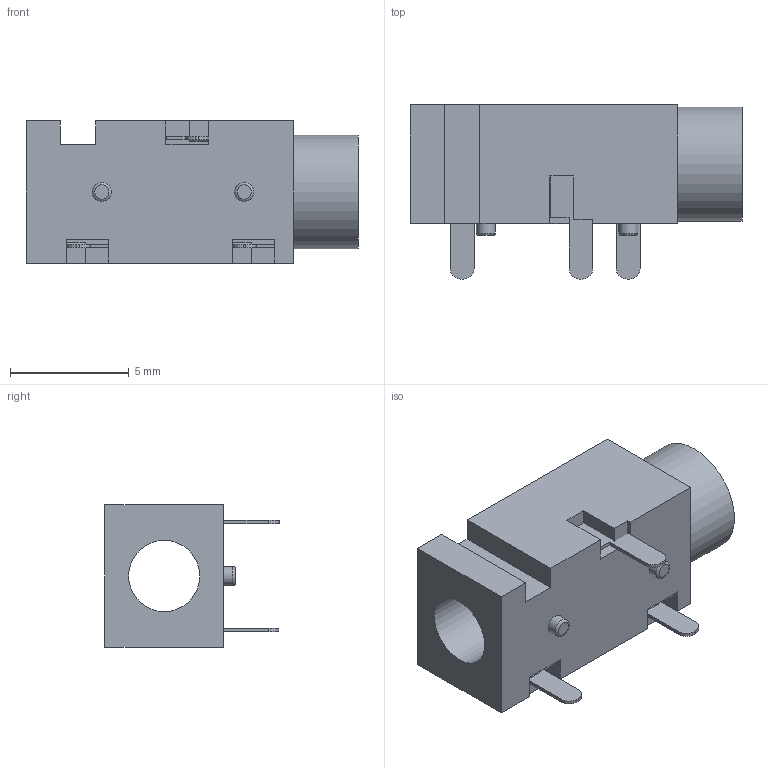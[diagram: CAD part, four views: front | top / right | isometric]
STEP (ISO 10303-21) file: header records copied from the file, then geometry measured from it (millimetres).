
FILE_DESCRIPTION(/* description */ (''),/* implementation_level */ '2;1');
FILE_NAME(/* name */ 'PJ-320B v3.step',/* time_stamp */ '2024-06-26T20:38:14+02:00',/* author */ (''),/* organization */ (''),/* preprocessor_version */ 'ST-DEVELOPER v20',/* originating_system */ 'Autodesk Translation Framework v13.14.0.145',/* authorisation */ '');
FILE_SCHEMA (('AUTOMOTIVE_DESIGN { 1 0 10303 214 3 1 1 }'));
Length unit declared in the file: millimetre
Products named in the file (1): PJ-320B
Bounding box: 14 x 7.35 x 6 mm (x, y, z)
Volume: 263 mm3; surface area: 593.7 mm2
Topology: 7 solids, 7 shells, 120 faces, 295 edges, 196 vertices
Faces by surface type: plane 101, cylinder 17, torus 2
Full cylindrical faces by diameter (mm): 0.8 x2, 3 x1, 3.6 x1, 4.8 x1
Entity records: 3546 total; most frequent: CARTESIAN_POINT 612, ORIENTED_EDGE 590, DIRECTION 575, EDGE_CURVE 295, LINE 257, VECTOR 257, VERTEX_POINT 196, AXIS2_PLACEMENT_3D 159
